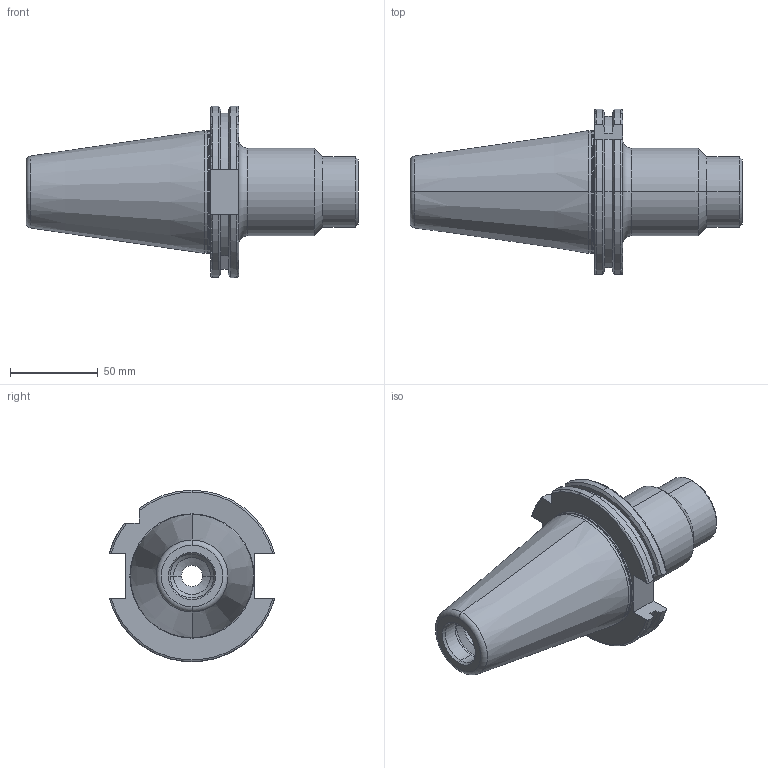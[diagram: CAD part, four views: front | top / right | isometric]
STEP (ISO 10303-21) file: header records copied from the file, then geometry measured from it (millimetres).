
FILE_DESCRIPTION (( 'STEP AP203' ), '1' );
FILE_NAME ('SK50CCHER32100WW.STEP', '2019-06-06T08:50:15', ( '' ), ( '' ), 'SwSTEP 2.0', 'SolidWorks 2018', '' );
FILE_SCHEMA (( 'CONFIG_CONTROL_DESIGN' ));
Length unit declared in the file: millimetre
Products named in the file (1): SK50CCHER32100WW
Bounding box: 188.75 x 94.05 x 97.5 mm (x, y, z)
Volume: 417132.2 mm3; surface area: 56669.3 mm2
Topology: 1 solids, 1 shells, 104 faces, 251 edges, 155 vertices
Faces by surface type: cylinder 35, cone 28, plane 23, torus 18
Entity records: 3223 total; most frequent: CARTESIAN_POINT 657, DIRECTION 562, ORIENTED_EDGE 502, EDGE_CURVE 251, AXIS2_PLACEMENT_3D 230, VERTEX_POINT 155, CIRCLE 125, EDGE_LOOP 112
